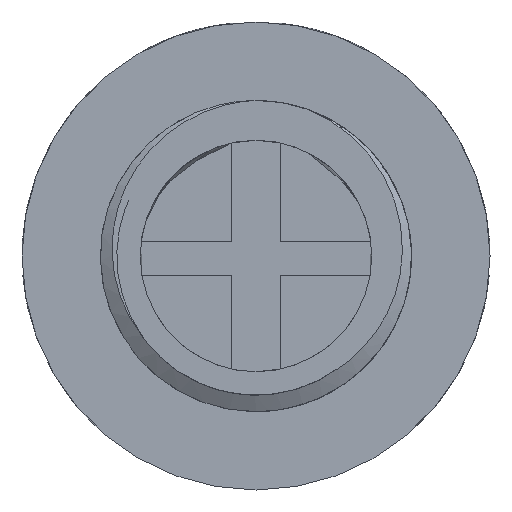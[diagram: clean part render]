
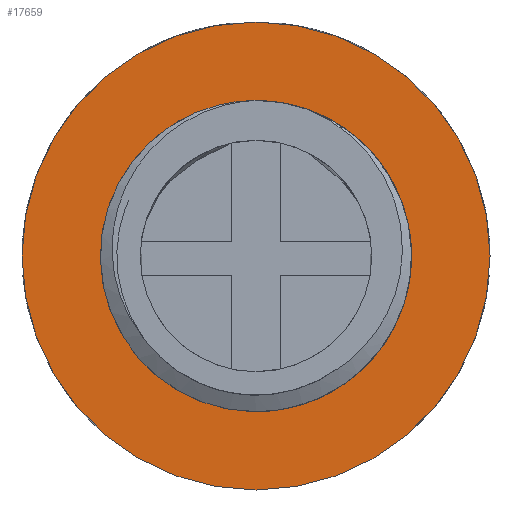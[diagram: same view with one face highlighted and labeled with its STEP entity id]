
A CAD part, front view. The second image highlights one B-rep face of the part: STEP entity #17659.
In plain terms, the highlighted planar face has unit normal (0, -1, 0).
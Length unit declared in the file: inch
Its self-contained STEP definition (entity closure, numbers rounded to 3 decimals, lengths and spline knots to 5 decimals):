
#185 = VERTEX_POINT ( 'NONE', #18844 ) ;
#373 = FACE_BOUND ( 'NONE', #13511, .T. ) ;
#1190 = CIRCLE ( 'NONE', #19823, 0.47 ) ;
#1442 = CARTESIAN_POINT ( 'NONE',  ( 0., 0., 0. ) ) ;
#1968 = ORIENTED_EDGE ( 'NONE', *, *, #7151, .F. ) ;
#2822 = ORIENTED_EDGE ( 'NONE', *, *, #20830, .F. ) ;
#3178 = DIRECTION ( 'NONE',  ( 0., 0., 1. ) ) ;
#3247 = DIRECTION ( 'NONE',  ( 0., 1., 0. ) ) ;
#3380 = DIRECTION ( 'NONE',  ( 0., 1., 0. ) ) ;
#5800 = CARTESIAN_POINT ( 'NONE',  ( 0., 0., -0.47 ) ) ;
#6804 = VERTEX_POINT ( 'NONE', #21028 ) ;
#7151 = EDGE_CURVE ( 'NONE', #185, #21591, #22257, .T. ) ;
#7391 = CIRCLE ( 'NONE', #13764, 0.47 ) ;
#8108 = CARTESIAN_POINT ( 'NONE',  ( 0., 0., 0. ) ) ;
#8428 = CARTESIAN_POINT ( 'NONE',  ( 0., 0., 0. ) ) ;
#9486 = AXIS2_PLACEMENT_3D ( 'NONE', #8428, #3247, #15396 ) ;
#9727 = AXIS2_PLACEMENT_3D ( 'NONE', #8108, #20191, #9841 ) ;
#9815 = ORIENTED_EDGE ( 'NONE', *, *, #12396, .F. ) ;
#9841 = DIRECTION ( 'NONE',  ( 0., 0., 1. ) ) ;
#10398 = DIRECTION ( 'NONE',  ( 0., -1., 0. ) ) ;
#12055 = VERTEX_POINT ( 'NONE', #5800 ) ;
#12340 = AXIS2_PLACEMENT_3D ( 'NONE', #20719, #10398, #22452 ) ;
#12396 = EDGE_CURVE ( 'NONE', #12055, #6804, #1190, .T. ) ;
#13511 = EDGE_LOOP ( 'NONE', ( #1968, #2822 ) ) ;
#13599 = DIRECTION ( 'NONE',  ( 0., 1., 0. ) ) ;
#13662 = PLANE ( 'NONE',  #9486 ) ;
#13764 = AXIS2_PLACEMENT_3D ( 'NONE', #13797, #3380, #15530 ) ;
#13797 = CARTESIAN_POINT ( 'NONE',  ( 0., 0., 0. ) ) ;
#15396 = DIRECTION ( 'NONE',  ( 0., 0., 1. ) ) ;
#15530 = DIRECTION ( 'NONE',  ( 0., 0., 1. ) ) ;
#15884 = CARTESIAN_POINT ( 'NONE',  ( 0.24704, 0., 0.19139 ) ) ;
#17659 = ADVANCED_FACE ( 'NONE', ( #18275, #373 ), #13662, .F. ) ;
#17903 = CIRCLE ( 'NONE', #12340, 0.3125 ) ;
#18275 = FACE_OUTER_BOUND ( 'NONE', #18915, .T. ) ;
#18844 = CARTESIAN_POINT ( 'NONE',  ( 0., 0., 0.3125 ) ) ;
#18915 = EDGE_LOOP ( 'NONE', ( #9815, #19981 ) ) ;
#19523 = EDGE_CURVE ( 'NONE', #6804, #12055, #7391, .T. ) ;
#19823 = AXIS2_PLACEMENT_3D ( 'NONE', #1442, #13599, #3178 ) ;
#19981 = ORIENTED_EDGE ( 'NONE', *, *, #19523, .F. ) ;
#20191 = DIRECTION ( 'NONE',  ( 0., -1., 0. ) ) ;
#20719 = CARTESIAN_POINT ( 'NONE',  ( 0., 0., 0. ) ) ;
#20830 = EDGE_CURVE ( 'NONE', #21591, #185, #17903, .T. ) ;
#21028 = CARTESIAN_POINT ( 'NONE',  ( 0., 0., 0.47 ) ) ;
#21591 = VERTEX_POINT ( 'NONE', #15884 ) ;
#22257 = CIRCLE ( 'NONE', #9727, 0.3125 ) ;
#22452 = DIRECTION ( 'NONE',  ( 0., 0., 1. ) ) ;
